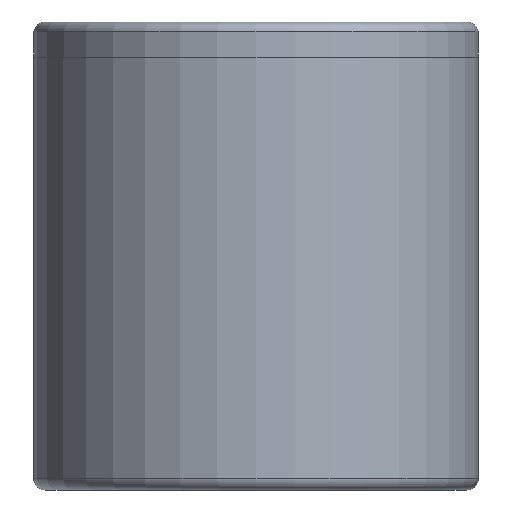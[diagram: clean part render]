
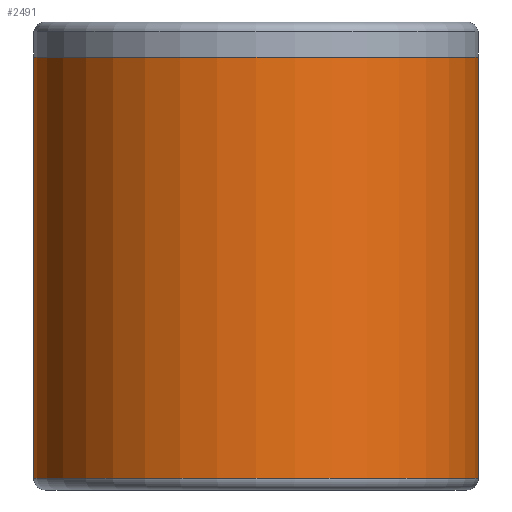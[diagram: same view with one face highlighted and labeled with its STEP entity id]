
A CAD part, front view. The second image highlights one B-rep face of the part: STEP entity #2491.
In plain terms, the highlighted cylindrical face has radius 19 mm (diameter 38 mm), a partial arc.
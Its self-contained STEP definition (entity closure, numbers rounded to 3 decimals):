
#1235 = CARTESIAN_POINT ( 'NONE',  ( -19., 0., 40. ) ) ;
#1918 = VECTOR ( 'NONE', #2651, 1000. ) ;
#2491 = ADVANCED_FACE ( 'NONE', ( #18570 ), #7970, .T. ) ;
#2651 = DIRECTION ( 'NONE',  ( 0., 0., -1. ) ) ;
#3228 = LINE ( 'NONE', #1235, #1918 ) ;
#3492 = EDGE_CURVE ( 'NONE', #17693, #15653, #3228, .T. ) ;
#3849 = ORIENTED_EDGE ( 'NONE', *, *, #5316, .F. ) ;
#3995 = VERTEX_POINT ( 'NONE', #11423 ) ;
#4563 = AXIS2_PLACEMENT_3D ( 'NONE', #14285, #14321, #14912 ) ;
#5316 = EDGE_CURVE ( 'NONE', #16749, #3995, #13305, .T. ) ;
#6696 = ORIENTED_EDGE ( 'NONE', *, *, #3492, .T. ) ;
#7461 = CARTESIAN_POINT ( 'NONE',  ( 19., 0., 40. ) ) ;
#7841 = EDGE_CURVE ( 'NONE', #17693, #16749, #16021, .T. ) ;
#7940 = DIRECTION ( 'NONE',  ( 0., 0., 1. ) ) ;
#7970 = CYLINDRICAL_SURFACE ( 'NONE', #4563, 19. ) ;
#8144 = DIRECTION ( 'NONE',  ( 0., 0., 1. ) ) ;
#8384 = CARTESIAN_POINT ( 'NONE',  ( 19., 0., 37. ) ) ;
#9539 = ORIENTED_EDGE ( 'NONE', *, *, #7841, .F. ) ;
#10195 = AXIS2_PLACEMENT_3D ( 'NONE', #16584, #7940, #18042 ) ;
#10294 = DIRECTION ( 'NONE',  ( 0., 0., -1. ) ) ;
#10709 = EDGE_CURVE ( 'NONE', #15653, #3995, #12909, .T. ) ;
#11423 = CARTESIAN_POINT ( 'NONE',  ( 19., 0., 1. ) ) ;
#12428 = ORIENTED_EDGE ( 'NONE', *, *, #10709, .T. ) ;
#12679 = CARTESIAN_POINT ( 'NONE',  ( -19., 0., 37. ) ) ;
#12909 = CIRCLE ( 'NONE', #10195, 19. ) ;
#13305 = LINE ( 'NONE', #7461, #16928 ) ;
#14285 = CARTESIAN_POINT ( 'NONE',  ( 0., 0., 40. ) ) ;
#14321 = DIRECTION ( 'NONE',  ( 0., 0., -1. ) ) ;
#14912 = DIRECTION ( 'NONE',  ( -1., 0., 0. ) ) ;
#15091 = CARTESIAN_POINT ( 'NONE',  ( -19., 0., 1. ) ) ;
#15653 = VERTEX_POINT ( 'NONE', #15091 ) ;
#16021 = CIRCLE ( 'NONE', #17200, 19. ) ;
#16449 = EDGE_LOOP ( 'NONE', ( #3849, #9539, #6696, #12428 ) ) ;
#16584 = CARTESIAN_POINT ( 'NONE',  ( 0., 0., 1. ) ) ;
#16749 = VERTEX_POINT ( 'NONE', #8384 ) ;
#16795 = CARTESIAN_POINT ( 'NONE',  ( 0., 0., 37. ) ) ;
#16928 = VECTOR ( 'NONE', #10294, 1000. ) ;
#17200 = AXIS2_PLACEMENT_3D ( 'NONE', #16795, #8144, #18238 ) ;
#17693 = VERTEX_POINT ( 'NONE', #12679 ) ;
#18042 = DIRECTION ( 'NONE',  ( 1., 0., 0. ) ) ;
#18238 = DIRECTION ( 'NONE',  ( 1., 0., 0. ) ) ;
#18570 = FACE_OUTER_BOUND ( 'NONE', #16449, .T. ) ;
